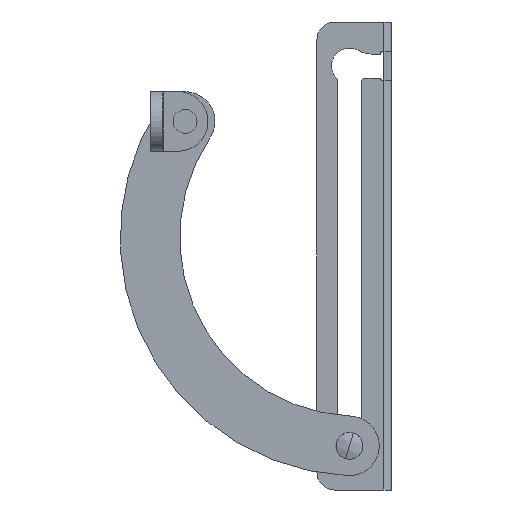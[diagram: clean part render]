
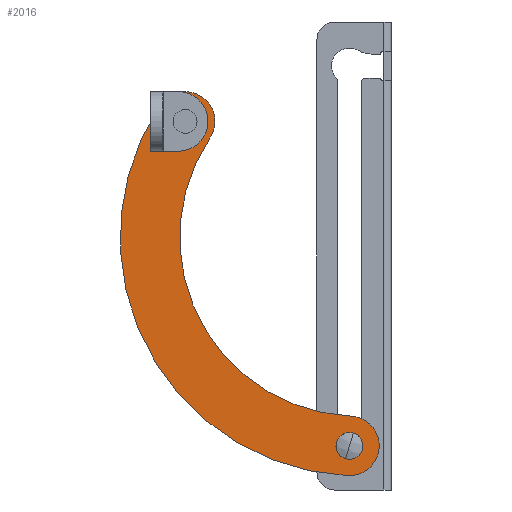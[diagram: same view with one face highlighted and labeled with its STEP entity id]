
A CAD part, left-side view. The second image highlights one B-rep face of the part: STEP entity #2016.
In plain terms, the highlighted planar face has unit normal (-1, 0, 0).
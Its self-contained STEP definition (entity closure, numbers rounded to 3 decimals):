
#9 = EDGE_CURVE ( 'NONE', #3097, #1907, #2968, .T. ) ;
#40 = AXIS2_PLACEMENT_3D ( 'NONE', #2213, #1207, #925 ) ;
#91 = CIRCLE ( 'NONE', #1002, 2.5 ) ;
#104 = CARTESIAN_POINT ( 'NONE',  ( -4.4, 69.209, 45.144 ) ) ;
#130 = CIRCLE ( 'NONE', #1729, 10. ) ;
#139 = DIRECTION ( 'NONE',  ( 0., 0.452, 0.892 ) ) ;
#185 = CARTESIAN_POINT ( 'NONE',  ( -4.4, 70.339, 47.374 ) ) ;
#327 = EDGE_CURVE ( 'NONE', #2469, #634, #2267, .T. ) ;
#340 = CARTESIAN_POINT ( 'NONE',  ( -4.4, 68.08, 42.913 ) ) ;
#351 = ORIENTED_EDGE ( 'NONE', *, *, #381, .T. ) ;
#378 = CIRCLE ( 'NONE', #1978, 80. ) ;
#381 = EDGE_CURVE ( 'NONE', #1448, #3332, #1294, .T. ) ;
#410 = AXIS2_PLACEMENT_3D ( 'NONE', #414, #1693, #719 ) ;
#414 = CARTESIAN_POINT ( 'NONE',  ( -4.4, 14.1, -63.7 ) ) ;
#426 = EDGE_CURVE ( 'NONE', #1448, #1284, #130, .T. ) ;
#429 = PLANE ( 'NONE',  #2934 ) ;
#462 = ORIENTED_EDGE ( 'NONE', *, *, #1857, .T. ) ;
#526 = CIRCLE ( 'NONE', #788, 10. ) ;
#548 = ORIENTED_EDGE ( 'NONE', *, *, #327, .F. ) ;
#549 = DIRECTION ( 'NONE',  ( 0., 0.452, 0.892 ) ) ;
#583 = CARTESIAN_POINT ( 'NONE',  ( -4.4, 69.209, 45.144 ) ) ;
#629 = DIRECTION ( 'NONE',  ( 0., -0.452, -0.892 ) ) ;
#634 = VERTEX_POINT ( 'NONE', #1636 ) ;
#719 = DIRECTION ( 'NONE',  ( 0., -0.452, -0.892 ) ) ;
#779 = DIRECTION ( 'NONE',  ( 1., 0., 0. ) ) ;
#782 = DIRECTION ( 'NONE',  ( 0., 0.452, 0.892 ) ) ;
#788 = AXIS2_PLACEMENT_3D ( 'NONE', #104, #886, #139 ) ;
#812 = CARTESIAN_POINT ( 'NONE',  ( -4.4, 69.209, 45.144 ) ) ;
#846 = EDGE_CURVE ( 'NONE', #634, #3332, #526, .T. ) ;
#881 = VERTEX_POINT ( 'NONE', #340 ) ;
#886 = DIRECTION ( 'NONE',  ( 1., 0., 0. ) ) ;
#888 = CIRCLE ( 'NONE', #40, 2.5 ) ;
#890 = CARTESIAN_POINT ( 'NONE',  ( -4.4, 40.115, 25.688 ) ) ;
#925 = DIRECTION ( 'NONE',  ( 0., -0.452, -0.892 ) ) ;
#948 = EDGE_CURVE ( 'NONE', #1284, #2469, #378, .T. ) ;
#985 = AXIS2_PLACEMENT_3D ( 'NONE', #812, #1070, #549 ) ;
#1002 = AXIS2_PLACEMENT_3D ( 'NONE', #583, #1624, #629 ) ;
#1022 = ORIENTED_EDGE ( 'NONE', *, *, #846, .F. ) ;
#1035 = CARTESIAN_POINT ( 'NONE',  ( -4.4, 13.66, -53.71 ) ) ;
#1070 = DIRECTION ( 'NONE',  ( 1., 0., 0. ) ) ;
#1086 = DIRECTION ( 'NONE',  ( 1., 0., 0. ) ) ;
#1096 = EDGE_LOOP ( 'NONE', ( #1716, #1698 ) ) ;
#1173 = CARTESIAN_POINT ( 'NONE',  ( -4.4, 14.54, -73.69 ) ) ;
#1207 = DIRECTION ( 'NONE',  ( 1., 0., 0. ) ) ;
#1253 = VERTEX_POINT ( 'NONE', #185 ) ;
#1284 = VERTEX_POINT ( 'NONE', #1173 ) ;
#1294 = CIRCLE ( 'NONE', #2917, 60. ) ;
#1448 = VERTEX_POINT ( 'NONE', #1035 ) ;
#1453 = DIRECTION ( 'NONE',  ( 1., 0., 0. ) ) ;
#1558 = CARTESIAN_POINT ( 'NONE',  ( -4.4, 60.897, 39.585 ) ) ;
#1564 = AXIS2_PLACEMENT_3D ( 'NONE', #2919, #3208, #2890 ) ;
#1601 = CARTESIAN_POINT ( 'NONE',  ( -4.4, 14.1, -63.7 ) ) ;
#1610 = EDGE_CURVE ( 'NONE', #1253, #881, #888, .T. ) ;
#1624 = DIRECTION ( 'NONE',  ( 1., 0., 0. ) ) ;
#1636 = CARTESIAN_POINT ( 'NONE',  ( -4.4, 73.726, 54.065 ) ) ;
#1680 = ORIENTED_EDGE ( 'NONE', *, *, #1610, .T. ) ;
#1682 = CIRCLE ( 'NONE', #410, 3.15 ) ;
#1693 = DIRECTION ( 'NONE',  ( 1., 0., 0. ) ) ;
#1698 = ORIENTED_EDGE ( 'NONE', *, *, #9, .T. ) ;
#1716 = ORIENTED_EDGE ( 'NONE', *, *, #3184, .T. ) ;
#1729 = AXIS2_PLACEMENT_3D ( 'NONE', #1601, #1086, #2836 ) ;
#1750 = EDGE_LOOP ( 'NONE', ( #2903, #2123, #351, #1022, #548 ) ) ;
#1818 = CARTESIAN_POINT ( 'NONE',  ( -4.4, 77.522, 50.703 ) ) ;
#1857 = EDGE_CURVE ( 'NONE', #881, #1253, #91, .T. ) ;
#1907 = VERTEX_POINT ( 'NONE', #2887 ) ;
#1978 = AXIS2_PLACEMENT_3D ( 'NONE', #2086, #3087, #782 ) ;
#2016 = ADVANCED_FACE ( 'NONE', ( #2964, #2163, #3204 ), #429, .F. ) ;
#2083 = CARTESIAN_POINT ( 'NONE',  ( -4.4, 11.021, 6.232 ) ) ;
#2086 = CARTESIAN_POINT ( 'NONE',  ( -4.4, 11.021, 6.232 ) ) ;
#2123 = ORIENTED_EDGE ( 'NONE', *, *, #426, .F. ) ;
#2163 = FACE_BOUND ( 'NONE', #2230, .T. ) ;
#2213 = CARTESIAN_POINT ( 'NONE',  ( -4.4, 69.209, 45.144 ) ) ;
#2230 = EDGE_LOOP ( 'NONE', ( #462, #1680 ) ) ;
#2267 = CIRCLE ( 'NONE', #985, 10. ) ;
#2317 = DIRECTION ( 'NONE',  ( 0., 0.452, 0.892 ) ) ;
#2469 = VERTEX_POINT ( 'NONE', #1818 ) ;
#2484 = DIRECTION ( 'NONE',  ( 0., -0.452, -0.892 ) ) ;
#2599 = CARTESIAN_POINT ( 'NONE',  ( -4.4, 15.523, -60.89 ) ) ;
#2836 = DIRECTION ( 'NONE',  ( 0., 0.452, 0.892 ) ) ;
#2887 = CARTESIAN_POINT ( 'NONE',  ( -4.4, 12.677, -66.51 ) ) ;
#2890 = DIRECTION ( 'NONE',  ( 0., -0.452, -0.892 ) ) ;
#2903 = ORIENTED_EDGE ( 'NONE', *, *, #948, .F. ) ;
#2917 = AXIS2_PLACEMENT_3D ( 'NONE', #2083, #779, #2317 ) ;
#2919 = CARTESIAN_POINT ( 'NONE',  ( -4.4, 14.1, -63.7 ) ) ;
#2934 = AXIS2_PLACEMENT_3D ( 'NONE', #890, #1453, #2484 ) ;
#2964 = FACE_OUTER_BOUND ( 'NONE', #1750, .T. ) ;
#2968 = CIRCLE ( 'NONE', #1564, 3.15 ) ;
#3087 = DIRECTION ( 'NONE',  ( 1., 0., 0. ) ) ;
#3097 = VERTEX_POINT ( 'NONE', #2599 ) ;
#3184 = EDGE_CURVE ( 'NONE', #1907, #3097, #1682, .T. ) ;
#3204 = FACE_BOUND ( 'NONE', #1096, .T. ) ;
#3208 = DIRECTION ( 'NONE',  ( 1., 0., 0. ) ) ;
#3332 = VERTEX_POINT ( 'NONE', #1558 ) ;
